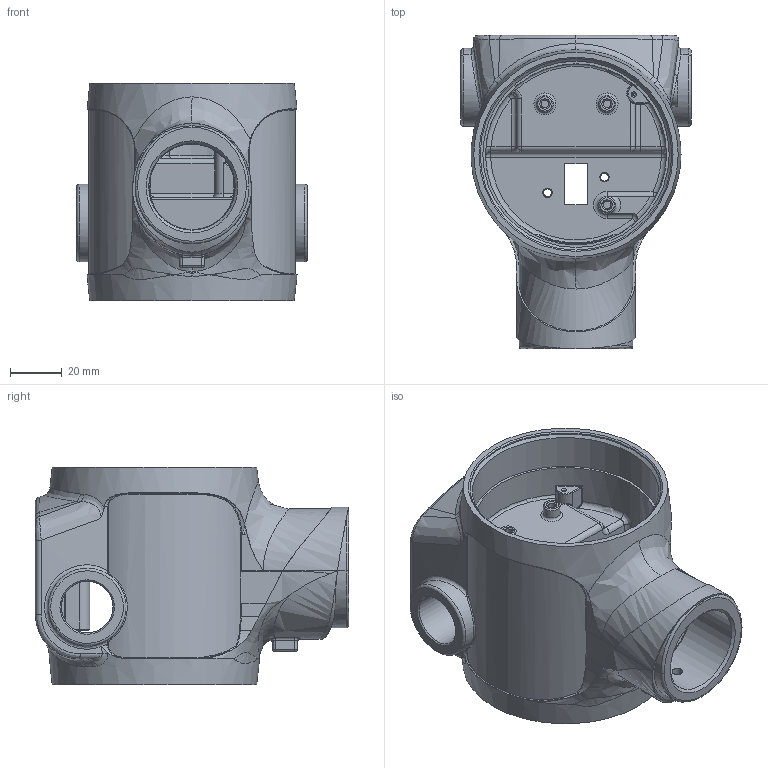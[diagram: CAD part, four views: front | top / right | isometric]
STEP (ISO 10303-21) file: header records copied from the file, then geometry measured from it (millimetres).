
FILE_DESCRIPTION(/* description */ (''),/* implementation_level */ '2;1');
FILE_NAME(/* name */ 'КОРПУС final.stp',/* time_stamp */ '2017-12-21T15:32:35+03:00',/* author */ ('ILgiz.Z'),/* organization */ (''),/* preprocessor_version */ 'ST-DEVELOPER v15.2',/* originating_system */ 'Autodesk Inventor 2014',/* authorisation */ '');
FILE_SCHEMA (('CONFIG_CONTROL_DESIGN'));
Products named in the file (1): КОРПУС final
Bounding box: 89 x 121 x 84 mm (x, y, z)
Volume: 200211.4 mm3; surface area: 70387.5 mm2
Topology: 1 solids, 1 shells, 585 faces, 1418 edges, 846 vertices
Faces by surface type: bspline 190, cylinder 163, plane 120, torus 65, cone 34, sphere 13
Full cylindrical faces by diameter (mm): 1 x1, 3 x12, 4 x3, 6 x1, 6.2 x3, 6.5 x5, 7 x1, 7.1 x1, 7.6 x1, 8 x4, 20 x2, 33 x1, 33.5 x1, 70 x2, 72 x2, 74 x2
Entity records: 49607 total; most frequent: CARTESIAN_POINT 37492, ORIENTED_EDGE 2598, DIRECTION 2209, EDGE_CURVE 1299, AXIS2_PLACEMENT_3D 951, VERTEX_POINT 830, EDGE_LOOP 715, ADVANCED_FACE 585
